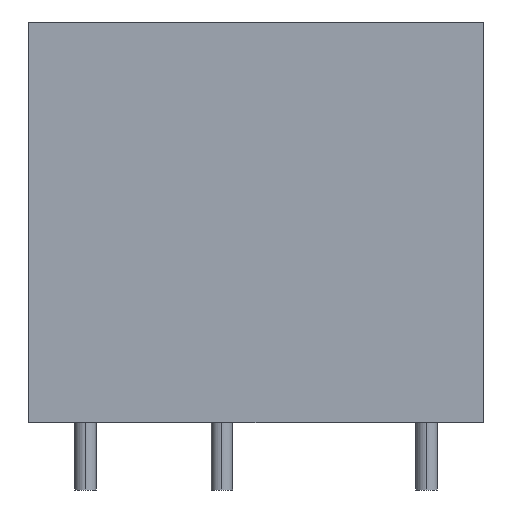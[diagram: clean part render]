
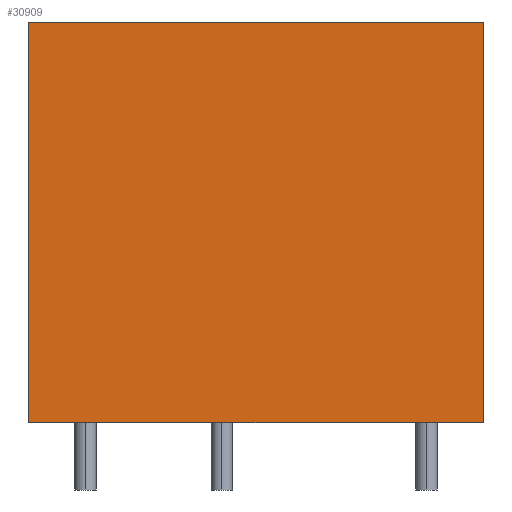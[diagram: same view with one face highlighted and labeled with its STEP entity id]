
A CAD part, left-side view. The second image highlights one B-rep face of the part: STEP entity #30909.
In plain terms, the highlighted planar face has unit normal (-1, 0, 0).
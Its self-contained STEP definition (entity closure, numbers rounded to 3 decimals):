
#26459 = DIRECTION ( 'NONE',  ( 0., 0., 1. ) ) ;
#26460 = VECTOR ( 'NONE', #26459, 1000. ) ;
#26461 = CARTESIAN_POINT ( 'NONE',  ( 0., 16.9, 14.9 ) ) ;
#26462 = LINE ( 'NONE', #26461, #26460 ) ;
#26467 = CARTESIAN_POINT ( 'NONE',  ( 0., 16.9, 14.9 ) ) ;
#26472 = CARTESIAN_POINT ( 'NONE',  ( 0., 0., 0. ) ) ;
#26507 = DIRECTION ( 'NONE',  ( 0., 1., 0. ) ) ;
#26508 = VECTOR ( 'NONE', #26507, 1000. ) ;
#26509 = CARTESIAN_POINT ( 'NONE',  ( 0., 0., 0. ) ) ;
#26510 = LINE ( 'NONE', #26509, #26508 ) ;
#26511 = CARTESIAN_POINT ( 'NONE',  ( 0., 16.9, 0. ) ) ;
#26540 = CARTESIAN_POINT ( 'NONE',  ( 0., 0., 14.9 ) ) ;
#26565 = AXIS2_PLACEMENT_3D ( 'NONE', #26619, #26618, #26617 ) ;
#26566 = PLANE ( 'NONE',  #26565 ) ;
#26582 = FACE_OUTER_BOUND ( 'NONE', #30910, .T. ) ;
#26584 = DIRECTION ( 'NONE',  ( 0., 0., -1. ) ) ;
#26585 = VECTOR ( 'NONE', #26584, 1000. ) ;
#26586 = CARTESIAN_POINT ( 'NONE',  ( 0., 0., 14.9 ) ) ;
#26587 = LINE ( 'NONE', #26586, #26585 ) ;
#26613 = DIRECTION ( 'NONE',  ( 0., 1., 0. ) ) ;
#26614 = VECTOR ( 'NONE', #26613, 1000. ) ;
#26615 = CARTESIAN_POINT ( 'NONE',  ( 0., 16.9, 14.9 ) ) ;
#26616 = LINE ( 'NONE', #26615, #26614 ) ;
#26617 = DIRECTION ( 'NONE',  ( 0., 1., 0. ) ) ;
#26618 = DIRECTION ( 'NONE',  ( 1., 0., 0. ) ) ;
#26619 = CARTESIAN_POINT ( 'NONE',  ( 0., 0., 14.9 ) ) ;
#30845 = VERTEX_POINT ( 'NONE', #26472 ) ;
#30849 = VERTEX_POINT ( 'NONE', #26467 ) ;
#30852 = EDGE_CURVE ( 'NONE', #30867, #30849, #26462, .T. ) ;
#30867 = VERTEX_POINT ( 'NONE', #26511 ) ;
#30870 = EDGE_CURVE ( 'NONE', #30845, #30867, #26510, .T. ) ;
#30894 = VERTEX_POINT ( 'NONE', #26540 ) ;
#30898 = ORIENTED_EDGE ( 'NONE', *, *, #30852, .F. ) ;
#30902 = EDGE_CURVE ( 'NONE', #30894, #30845, #26587, .T. ) ;
#30909 = ADVANCED_FACE ( 'NONE', ( #26582 ), #26566, .F. ) ;
#30910 = EDGE_LOOP ( 'NONE', ( #30911, #30912, #30898, #30917 ) ) ;
#30911 = ORIENTED_EDGE ( 'NONE', *, *, #30902, .F. ) ;
#30912 = ORIENTED_EDGE ( 'NONE', *, *, #30913, .T. ) ;
#30913 = EDGE_CURVE ( 'NONE', #30894, #30849, #26616, .T. ) ;
#30917 = ORIENTED_EDGE ( 'NONE', *, *, #30870, .F. ) ;
